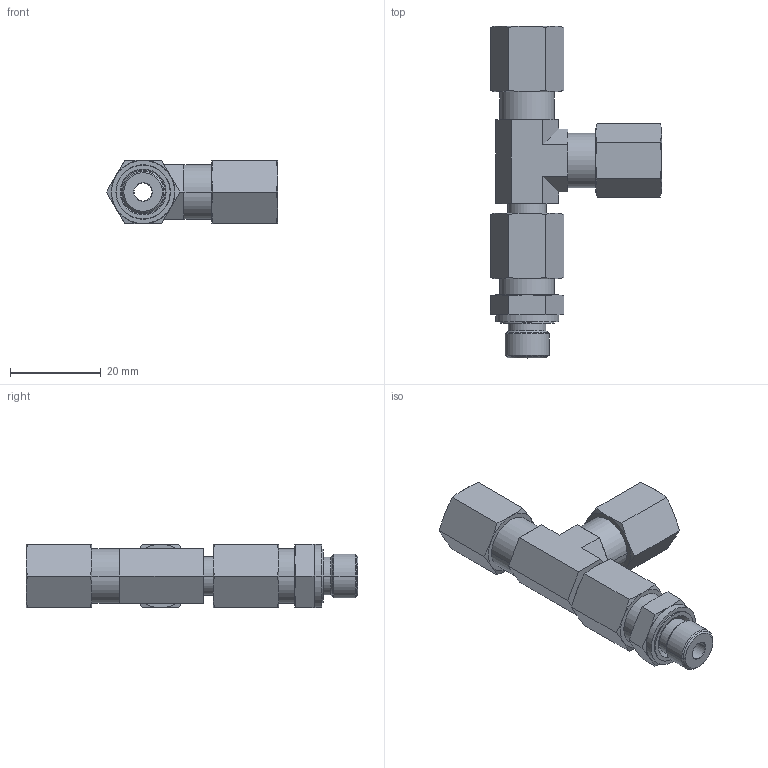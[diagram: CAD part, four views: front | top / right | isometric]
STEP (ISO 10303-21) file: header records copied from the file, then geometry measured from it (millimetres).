
FILE_DESCRIPTION((''),'2;1');
FILE_NAME('ILCM43000017','2009-07-27T',('mes'),(''),'PRO/ENGINEER BY PARAMETRIC TECHNOLOGY CORPORATION, 2007460','PRO/ENGINEER BY PARAMETRIC TECHNOLOGY CORPORATION, 2007460','');
FILE_SCHEMA(('AUTOMOTIVE_DESIGN_CC2 { 1 2 10303 214 -1 1 5 2 }'));
Length unit declared in the file: inch
Products named in the file (1): ILCM43000017
Bounding box: 37.72 x 73.19 x 14 mm (x, y, z)
Volume: 11144.6 mm3; surface area: 8398.3 mm2
Topology: 1 solids, 5 shells, 244 faces, 555 edges, 339 vertices
Faces by surface type: cone 102, plane 78, cylinder 60, torus 4
Entity records: 9288 total; most frequent: CARTESIAN_POINT 1978, DIRECTION 1188, ORIENTED_EDGE 1106, EDGE_CURVE 555, AXIS2_PLACEMENT_3D 496, VERTEX_POINT 339, EDGE_LOOP 274, CIRCLE 251
